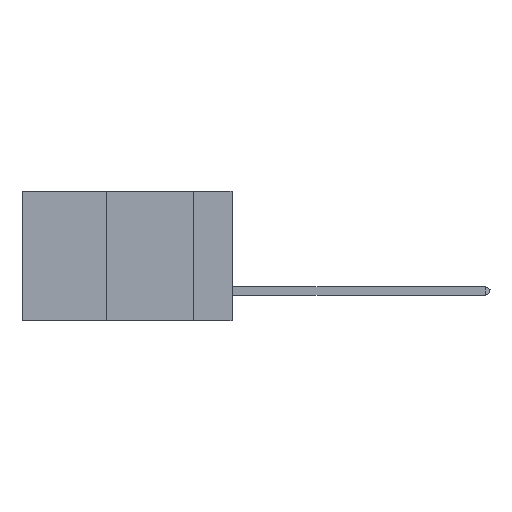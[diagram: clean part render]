
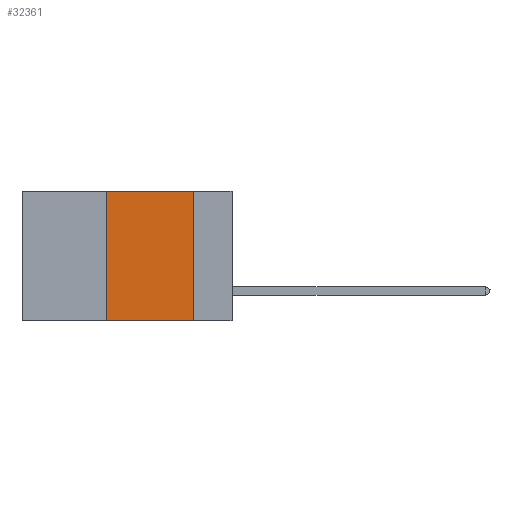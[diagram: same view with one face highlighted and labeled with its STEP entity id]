
A CAD part, left-side view. The second image highlights one B-rep face of the part: STEP entity #32361.
In plain terms, the highlighted planar face has unit normal (-1, 0, 0).
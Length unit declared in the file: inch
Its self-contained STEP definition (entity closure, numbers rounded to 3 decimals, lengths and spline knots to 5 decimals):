
#120 = LINE ( 'NONE', #24098, #10722 ) ;
#1468 = ORIENTED_EDGE ( 'NONE', *, *, #18877, .T. ) ;
#2774 = FACE_OUTER_BOUND ( 'NONE', #22290, .T. ) ;
#3365 = CARTESIAN_POINT ( 'NONE',  ( 0., 0.11, 0. ) ) ;
#5451 = VERTEX_POINT ( 'NONE', #41345 ) ;
#7387 = CARTESIAN_POINT ( 'NONE',  ( 0., 0.11, 0. ) ) ;
#8288 = VECTOR ( 'NONE', #15136, 39.37008 ) ;
#9471 = DIRECTION ( 'NONE',  ( 0., -1., 0. ) ) ;
#10399 = AXIS2_PLACEMENT_3D ( 'NONE', #39346, #22664, #23251 ) ;
#10722 = VECTOR ( 'NONE', #13963, 39.37008 ) ;
#11731 = ORIENTED_EDGE ( 'NONE', *, *, #13964, .F. ) ;
#12625 = ORIENTED_EDGE ( 'NONE', *, *, #38110, .F. ) ;
#12798 = VERTEX_POINT ( 'NONE', #20448 ) ;
#13963 = DIRECTION ( 'NONE',  ( 0., -1., 0. ) ) ;
#13964 = EDGE_CURVE ( 'NONE', #21514, #12798, #25930, .T. ) ;
#15136 = DIRECTION ( 'NONE',  ( 0., 0., -1. ) ) ;
#15622 = LINE ( 'NONE', #17571, #42792 ) ;
#17005 = VERTEX_POINT ( 'NONE', #26293 ) ;
#17571 = CARTESIAN_POINT ( 'NONE',  ( 0., 0.36, 0. ) ) ;
#18877 = EDGE_CURVE ( 'NONE', #5451, #12798, #34723, .T. ) ;
#20448 = CARTESIAN_POINT ( 'NONE',  ( 0., 0.11, -0.37 ) ) ;
#20816 = VECTOR ( 'NONE', #9471, 39.37008 ) ;
#21514 = VERTEX_POINT ( 'NONE', #3365 ) ;
#22290 = EDGE_LOOP ( 'NONE', ( #11731, #32964, #12625, #1468 ) ) ;
#22664 = DIRECTION ( 'NONE',  ( 1., 0., 0. ) ) ;
#22739 = EDGE_CURVE ( 'NONE', #17005, #21514, #120, .T. ) ;
#23251 = DIRECTION ( 'NONE',  ( 0., 0., -1. ) ) ;
#24098 = CARTESIAN_POINT ( 'NONE',  ( 0., 0.6, 0. ) ) ;
#25930 = LINE ( 'NONE', #7387, #8288 ) ;
#26293 = CARTESIAN_POINT ( 'NONE',  ( 0., 0.36, 0. ) ) ;
#32361 = ADVANCED_FACE ( 'NONE', ( #2774 ), #35983, .F. ) ;
#32964 = ORIENTED_EDGE ( 'NONE', *, *, #22739, .F. ) ;
#34462 = DIRECTION ( 'NONE',  ( 0., 0., 1. ) ) ;
#34723 = LINE ( 'NONE', #39831, #20816 ) ;
#35983 = PLANE ( 'NONE',  #10399 ) ;
#38110 = EDGE_CURVE ( 'NONE', #5451, #17005, #15622, .T. ) ;
#39346 = CARTESIAN_POINT ( 'NONE',  ( 0., 0.6, 0. ) ) ;
#39831 = CARTESIAN_POINT ( 'NONE',  ( 0., 0.6, -0.37 ) ) ;
#41345 = CARTESIAN_POINT ( 'NONE',  ( 0., 0.36, -0.37 ) ) ;
#42792 = VECTOR ( 'NONE', #34462, 39.37008 ) ;
